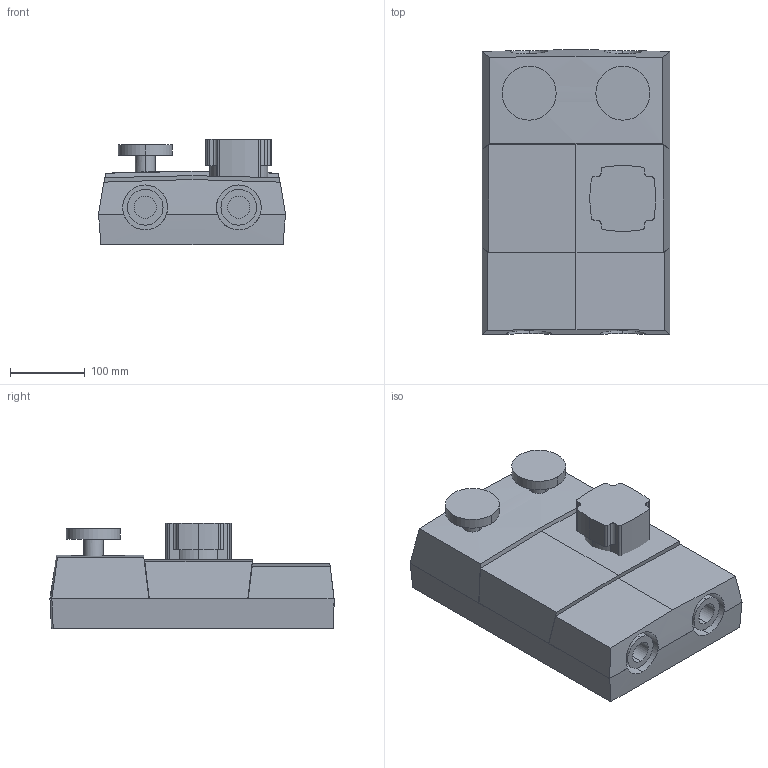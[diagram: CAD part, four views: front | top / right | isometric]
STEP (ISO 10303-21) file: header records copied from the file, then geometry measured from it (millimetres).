
FILE_DESCRIPTION (( 'STEP AP214' ), '1' );
FILE_NAME ('61001400 GDA DN32 G.STEP', '2023-01-05T09:33:57', ( '' ), ( '' ), 'SwSTEP 2.0', 'SolidWorks 2021', '' );
FILE_SCHEMA (( 'AUTOMOTIVE_DESIGN' ));
Length unit declared in the file: millimetre
Products named in the file (1): 61001400 GDA DN32 G
Bounding box: 250 x 379.43 x 140.75 mm (x, y, z)
Volume: 8644121.7 mm3; surface area: 468773.5 mm2
Topology: 5 solids, 5 shells, 156 faces, 410 edges, 270 vertices
Faces by surface type: cylinder 81, plane 65, bspline 8, torus 2
Entity records: 6447 total; most frequent: CARTESIAN_POINT 1833, ORIENTED_EDGE 820, DIRECTION 781, EDGE_CURVE 410, AXIS2_PLACEMENT_3D 284, VERTEX_POINT 270, LINE 213, VECTOR 213
